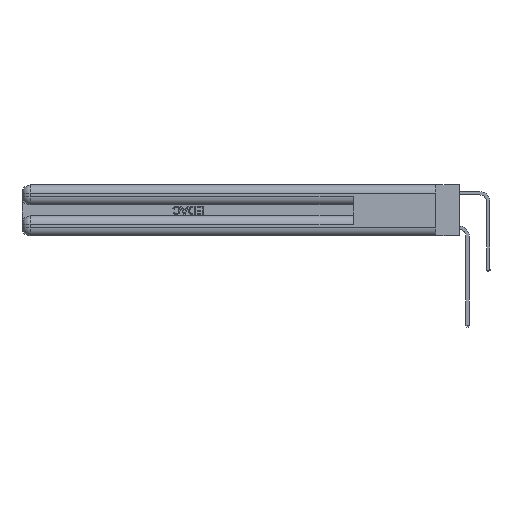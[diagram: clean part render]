
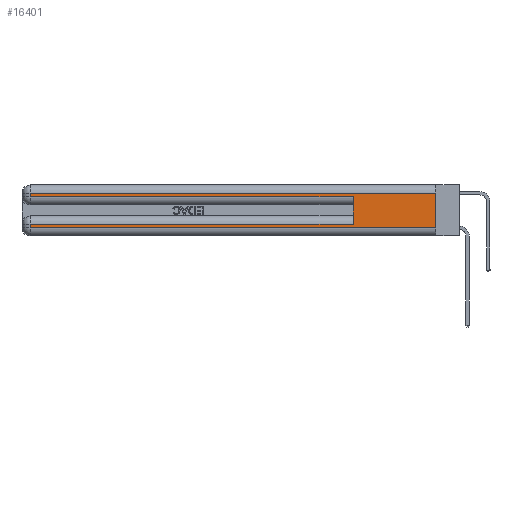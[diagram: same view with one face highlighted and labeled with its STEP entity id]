
A CAD part, left-side view. The second image highlights one B-rep face of the part: STEP entity #16401.
In plain terms, the highlighted planar face has unit normal (-1, 0, 0).
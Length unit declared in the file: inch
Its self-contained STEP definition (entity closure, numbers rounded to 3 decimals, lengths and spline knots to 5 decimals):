
#1334 = EDGE_CURVE ( 'NONE', #8572, #5393, #14917, .T. ) ;
#1607 = CARTESIAN_POINT ( 'NONE',  ( 0., 2.94, 0.37 ) ) ;
#1776 = LINE ( 'NONE', #33346, #27501 ) ;
#2474 = LINE ( 'NONE', #31378, #2845 ) ;
#2818 = EDGE_CURVE ( 'NONE', #28956, #26676, #11524, .T. ) ;
#2845 = VECTOR ( 'NONE', #22818, 39.37008 ) ;
#3089 = EDGE_CURVE ( 'NONE', #5393, #13470, #24636, .T. ) ;
#3340 = VECTOR ( 'NONE', #37012, 39.37008 ) ;
#4115 = CARTESIAN_POINT ( 'NONE',  ( 0., 2.94, 0.085 ) ) ;
#5269 = CARTESIAN_POINT ( 'NONE',  ( 0., 0., 0.31 ) ) ;
#5356 = EDGE_CURVE ( 'NONE', #14017, #32502, #37278, .T. ) ;
#5393 = VERTEX_POINT ( 'NONE', #4115 ) ;
#5485 = VERTEX_POINT ( 'NONE', #27301 ) ;
#6001 = CARTESIAN_POINT ( 'NONE',  ( 0., 2.94, 0.285 ) ) ;
#7693 = DIRECTION ( 'NONE',  ( 0., 0., -1. ) ) ;
#8572 = VERTEX_POINT ( 'NONE', #21600 ) ;
#9536 = ORIENTED_EDGE ( 'NONE', *, *, #34429, .F. ) ;
#10031 = DIRECTION ( 'NONE',  ( 0., -1., 0. ) ) ;
#10511 = ORIENTED_EDGE ( 'NONE', *, *, #22311, .T. ) ;
#11048 = CARTESIAN_POINT ( 'NONE',  ( 0., 0., 0.06 ) ) ;
#11524 = LINE ( 'NONE', #5269, #3340 ) ;
#11945 = EDGE_CURVE ( 'NONE', #13470, #5485, #37094, .T. ) ;
#12639 = LINE ( 'NONE', #1607, #13336 ) ;
#13336 = VECTOR ( 'NONE', #7693, 39.37008 ) ;
#13470 = VERTEX_POINT ( 'NONE', #33656 ) ;
#13603 = CARTESIAN_POINT ( 'NONE',  ( 0., 2.94, 0.37 ) ) ;
#14017 = VERTEX_POINT ( 'NONE', #6001 ) ;
#14372 = FACE_OUTER_BOUND ( 'NONE', #33518, .T. ) ;
#14808 = VECTOR ( 'NONE', #35060, 39.37008 ) ;
#14917 = LINE ( 'NONE', #31848, #14808 ) ;
#15236 = ORIENTED_EDGE ( 'NONE', *, *, #3089, .T. ) ;
#16318 = VECTOR ( 'NONE', #17495, 39.37008 ) ;
#16401 = ADVANCED_FACE ( 'NONE', ( #14372 ), #19712, .F. ) ;
#17495 = DIRECTION ( 'NONE',  ( 0., -1., 0. ) ) ;
#17716 = ORIENTED_EDGE ( 'NONE', *, *, #28521, .F. ) ;
#17719 = CARTESIAN_POINT ( 'NONE',  ( 0., 0., 0.31 ) ) ;
#17954 = ORIENTED_EDGE ( 'NONE', *, *, #11945, .T. ) ;
#18864 = ORIENTED_EDGE ( 'NONE', *, *, #1334, .T. ) ;
#19712 = PLANE ( 'NONE',  #30448 ) ;
#21600 = CARTESIAN_POINT ( 'NONE',  ( 0., 0.6, 0.085 ) ) ;
#21928 = DIRECTION ( 'NONE',  ( 0., 0., -1. ) ) ;
#22311 = EDGE_CURVE ( 'NONE', #26676, #14017, #12639, .T. ) ;
#22818 = DIRECTION ( 'NONE',  ( 0., 0., 1. ) ) ;
#24340 = VECTOR ( 'NONE', #10031, 39.37008 ) ;
#24636 = LINE ( 'NONE', #13603, #28830 ) ;
#24810 = DIRECTION ( 'NONE',  ( 0., 0., -1. ) ) ;
#25222 = DIRECTION ( 'NONE',  ( 0., 0., -1. ) ) ;
#25575 = DIRECTION ( 'NONE',  ( 1., 0., 0. ) ) ;
#25951 = CARTESIAN_POINT ( 'NONE',  ( 0., 0., 0.37 ) ) ;
#26234 = ORIENTED_EDGE ( 'NONE', *, *, #5356, .T. ) ;
#26676 = VERTEX_POINT ( 'NONE', #30640 ) ;
#27301 = CARTESIAN_POINT ( 'NONE',  ( 0., 0., 0.06 ) ) ;
#27501 = VECTOR ( 'NONE', #21928, 39.37008 ) ;
#27585 = ORIENTED_EDGE ( 'NONE', *, *, #2818, .T. ) ;
#28521 = EDGE_CURVE ( 'NONE', #28956, #5485, #1776, .T. ) ;
#28830 = VECTOR ( 'NONE', #24810, 39.37008 ) ;
#28956 = VERTEX_POINT ( 'NONE', #17719 ) ;
#30448 = AXIS2_PLACEMENT_3D ( 'NONE', #25951, #25575, #25222 ) ;
#30640 = CARTESIAN_POINT ( 'NONE',  ( 0., 2.94, 0.31 ) ) ;
#31378 = CARTESIAN_POINT ( 'NONE',  ( 0., 0.6, 0.145 ) ) ;
#31842 = CARTESIAN_POINT ( 'NONE',  ( 0., 0.6, 0.285 ) ) ;
#31848 = CARTESIAN_POINT ( 'NONE',  ( 0., 0., 0.085 ) ) ;
#32502 = VERTEX_POINT ( 'NONE', #31842 ) ;
#33346 = CARTESIAN_POINT ( 'NONE',  ( 0., 0., 0.37 ) ) ;
#33518 = EDGE_LOOP ( 'NONE', ( #17716, #27585, #10511, #26234, #9536, #18864, #15236, #17954 ) ) ;
#33656 = CARTESIAN_POINT ( 'NONE',  ( 0., 2.94, 0.06 ) ) ;
#34429 = EDGE_CURVE ( 'NONE', #8572, #32502, #2474, .T. ) ;
#35060 = DIRECTION ( 'NONE',  ( 0., 1., 0. ) ) ;
#36064 = CARTESIAN_POINT ( 'NONE',  ( 0., 0., 0.285 ) ) ;
#37012 = DIRECTION ( 'NONE',  ( 0., 1., 0. ) ) ;
#37094 = LINE ( 'NONE', #11048, #16318 ) ;
#37278 = LINE ( 'NONE', #36064, #24340 ) ;
